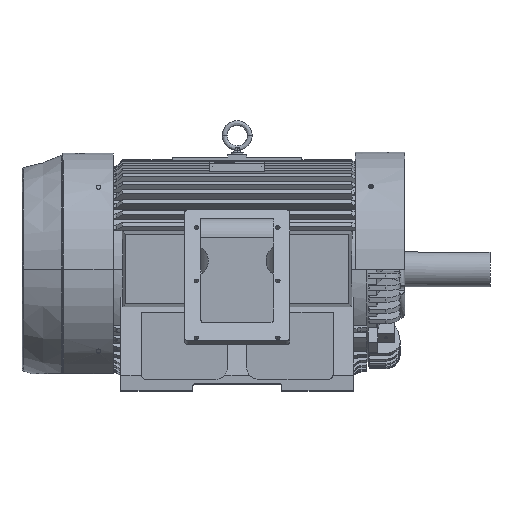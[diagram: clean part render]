
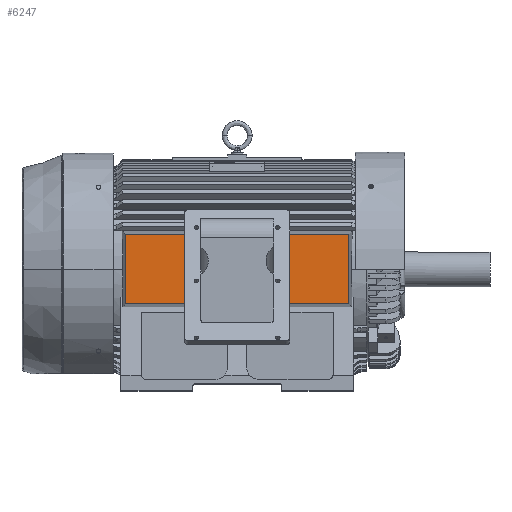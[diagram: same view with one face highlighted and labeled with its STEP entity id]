
A CAD part, top view. The second image highlights one B-rep face of the part: STEP entity #6247.
In plain terms, the highlighted planar face has unit normal (0, 0, 1).
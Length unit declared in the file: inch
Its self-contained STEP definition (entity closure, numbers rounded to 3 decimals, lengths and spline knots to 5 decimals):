
#1563 = ORIENTED_EDGE ( 'NONE', *, *, #15410, .T. ) ;
#2228 = DIRECTION ( 'NONE',  ( -1., 0., 0. ) ) ;
#2390 = ORIENTED_EDGE ( 'NONE', *, *, #77743, .F. ) ;
#4183 = DIRECTION ( 'NONE',  ( 0., 1., 0. ) ) ;
#5964 = VECTOR ( 'NONE', #24396, 39.37008 ) ;
#6247 = ADVANCED_FACE ( 'NONE', ( #24313, #15341 ), #46745, .T. ) ;
#6703 = CARTESIAN_POINT ( 'NONE',  ( 2.75591, 2.3622, 10.30692 ) ) ;
#7413 = VERTEX_POINT ( 'NONE', #41241 ) ;
#7433 = EDGE_LOOP ( 'NONE', ( #30901, #46310, #34481, #64786, #35901, #1563, #53351, #21951 ) ) ;
#7477 = AXIS2_PLACEMENT_3D ( 'NONE', #71838, #86333, #17944 ) ;
#8732 = CARTESIAN_POINT ( 'NONE',  ( 10.23622, 2.85371, 10.30692 ) ) ;
#8834 = DIRECTION ( 'NONE',  ( 1., 0., 0. ) ) ;
#9220 = LINE ( 'NONE', #8732, #73257 ) ;
#9279 = VECTOR ( 'NONE', #82903, 39.37008 ) ;
#10214 = EDGE_CURVE ( 'NONE', #35994, #62945, #96743, .T. ) ;
#10559 = CARTESIAN_POINT ( 'NONE',  ( -9.15292, 2.85371, 10.30692 ) ) ;
#10833 = VECTOR ( 'NONE', #59253, 39.37008 ) ;
#11233 = EDGE_CURVE ( 'NONE', #62945, #24156, #17122, .T. ) ;
#11355 = CIRCLE ( 'NONE', #59164, 0.3937 ) ;
#12387 = DIRECTION ( 'NONE',  ( 0., -1., 0. ) ) ;
#12944 = EDGE_CURVE ( 'NONE', #79185, #7413, #29700, .T. ) ;
#15341 = FACE_BOUND ( 'NONE', #7433, .T. ) ;
#15410 = EDGE_CURVE ( 'NONE', #7413, #20177, #39830, .T. ) ;
#15527 = EDGE_CURVE ( 'NONE', #58869, #34075, #66266, .T. ) ;
#17122 = CIRCLE ( 'NONE', #7477, 0.3937 ) ;
#17944 = DIRECTION ( 'NONE',  ( -1., 0., 0. ) ) ;
#18689 = CARTESIAN_POINT ( 'NONE',  ( -2.75591, 0., 10.30692 ) ) ;
#19535 = CARTESIAN_POINT ( 'NONE',  ( -2.75591, 2.3622, 10.30692 ) ) ;
#19672 = CARTESIAN_POINT ( 'NONE',  ( 2.3622, -2.75591, 10.30692 ) ) ;
#19796 = CARTESIAN_POINT ( 'NONE',  ( 9.15292, 2.85371, 10.30692 ) ) ;
#20177 = VERTEX_POINT ( 'NONE', #21248 ) ;
#20846 = VERTEX_POINT ( 'NONE', #10559 ) ;
#21248 = CARTESIAN_POINT ( 'NONE',  ( 2.3622, 2.75591, 10.30692 ) ) ;
#21567 = EDGE_CURVE ( 'NONE', #34075, #20846, #72598, .T. ) ;
#21951 = ORIENTED_EDGE ( 'NONE', *, *, #10214, .T. ) ;
#22320 = EDGE_CURVE ( 'NONE', #24156, #28853, #78491, .T. ) ;
#23567 = DIRECTION ( 'NONE',  ( -1., 0., 0. ) ) ;
#24156 = VERTEX_POINT ( 'NONE', #19672 ) ;
#24216 = DIRECTION ( 'NONE',  ( -1., 0., 0. ) ) ;
#24313 = FACE_OUTER_BOUND ( 'NONE', #92105, .T. ) ;
#24396 = DIRECTION ( 'NONE',  ( 1., 0., 0. ) ) ;
#25175 = VECTOR ( 'NONE', #23567, 39.37008 ) ;
#25589 = VECTOR ( 'NONE', #4183, 39.37008 ) ;
#25704 = CARTESIAN_POINT ( 'NONE',  ( -2.3622, -2.3622, 10.30692 ) ) ;
#26806 = CARTESIAN_POINT ( 'NONE',  ( -2.3622, 2.3622, 10.30692 ) ) ;
#27300 = DIRECTION ( 'NONE',  ( 0., 0., -1. ) ) ;
#28853 = VERTEX_POINT ( 'NONE', #94194 ) ;
#29282 = EDGE_CURVE ( 'NONE', #80770, #79185, #56605, .T. ) ;
#29700 = CIRCLE ( 'NONE', #95138, 0.3937 ) ;
#30901 = ORIENTED_EDGE ( 'NONE', *, *, #11233, .T. ) ;
#31424 = VECTOR ( 'NONE', #66562, 39.37008 ) ;
#34075 = VERTEX_POINT ( 'NONE', #74511 ) ;
#34481 = ORIENTED_EDGE ( 'NONE', *, *, #41950, .T. ) ;
#35901 = ORIENTED_EDGE ( 'NONE', *, *, #12944, .T. ) ;
#35994 = VERTEX_POINT ( 'NONE', #6703 ) ;
#38538 = AXIS2_PLACEMENT_3D ( 'NONE', #39159, #92610, #24216 ) ;
#39159 = CARTESIAN_POINT ( 'NONE',  ( 2.3622, 2.3622, 10.30692 ) ) ;
#39172 = DIRECTION ( 'NONE',  ( 0., 0., -1. ) ) ;
#39502 = CARTESIAN_POINT ( 'NONE',  ( 2.75591, -2.3622, 10.30692 ) ) ;
#39650 = DIRECTION ( 'NONE',  ( 1., 0., 0. ) ) ;
#39830 = LINE ( 'NONE', #63298, #5964 ) ;
#40497 = CARTESIAN_POINT ( 'NONE',  ( 0., -2.75591, 10.30692 ) ) ;
#41241 = CARTESIAN_POINT ( 'NONE',  ( -2.3622, 2.75591, 10.30692 ) ) ;
#41950 = EDGE_CURVE ( 'NONE', #28853, #80770, #11355, .T. ) ;
#43848 = VECTOR ( 'NONE', #12387, 39.37008 ) ;
#45919 = EDGE_CURVE ( 'NONE', #20177, #35994, #91191, .T. ) ;
#46310 = ORIENTED_EDGE ( 'NONE', *, *, #22320, .T. ) ;
#46745 = PLANE ( 'NONE',  #56187 ) ;
#50367 = VERTEX_POINT ( 'NONE', #19796 ) ;
#50670 = ORIENTED_EDGE ( 'NONE', *, *, #15527, .F. ) ;
#50949 = LINE ( 'NONE', #75425, #9279 ) ;
#52008 = CARTESIAN_POINT ( 'NONE',  ( 9.15292, -2.85371, 10.30692 ) ) ;
#53351 = ORIENTED_EDGE ( 'NONE', *, *, #45919, .T. ) ;
#56187 = AXIS2_PLACEMENT_3D ( 'NONE', #77249, #62729, #8834 ) ;
#56605 = LINE ( 'NONE', #18689, #25589 ) ;
#58869 = VERTEX_POINT ( 'NONE', #52008 ) ;
#59164 = AXIS2_PLACEMENT_3D ( 'NONE', #25704, #39172, #2228 ) ;
#59253 = DIRECTION ( 'NONE',  ( -1., 0., 0. ) ) ;
#62729 = DIRECTION ( 'NONE',  ( 0., 0., 1. ) ) ;
#62945 = VERTEX_POINT ( 'NONE', #39502 ) ;
#63266 = DIRECTION ( 'NONE',  ( -1., 0., 0. ) ) ;
#63298 = CARTESIAN_POINT ( 'NONE',  ( 0., 2.75591, 10.30692 ) ) ;
#64786 = ORIENTED_EDGE ( 'NONE', *, *, #29282, .T. ) ;
#65794 = CARTESIAN_POINT ( 'NONE',  ( 2.75591, 0., 10.30692 ) ) ;
#66266 = LINE ( 'NONE', #96720, #10833 ) ;
#66562 = DIRECTION ( 'NONE',  ( 0., 1., 0. ) ) ;
#71838 = CARTESIAN_POINT ( 'NONE',  ( 2.3622, -2.3622, 10.30692 ) ) ;
#72598 = LINE ( 'NONE', #88567, #31424 ) ;
#73257 = VECTOR ( 'NONE', #39650, 39.37008 ) ;
#74511 = CARTESIAN_POINT ( 'NONE',  ( -9.15292, -2.85371, 10.30692 ) ) ;
#75425 = CARTESIAN_POINT ( 'NONE',  ( 9.15292, -3.93701, 10.30692 ) ) ;
#77249 = CARTESIAN_POINT ( 'NONE',  ( 0., 0., 10.30692 ) ) ;
#77743 = EDGE_CURVE ( 'NONE', #50367, #58869, #50949, .T. ) ;
#78491 = LINE ( 'NONE', #40497, #25175 ) ;
#79185 = VERTEX_POINT ( 'NONE', #19535 ) ;
#80770 = VERTEX_POINT ( 'NONE', #91288 ) ;
#82903 = DIRECTION ( 'NONE',  ( 0., -1., 0. ) ) ;
#84000 = ORIENTED_EDGE ( 'NONE', *, *, #91414, .F. ) ;
#86333 = DIRECTION ( 'NONE',  ( 0., 0., -1. ) ) ;
#88511 = ORIENTED_EDGE ( 'NONE', *, *, #21567, .F. ) ;
#88567 = CARTESIAN_POINT ( 'NONE',  ( -9.15292, 3.93701, 10.30692 ) ) ;
#91191 = CIRCLE ( 'NONE', #38538, 0.3937 ) ;
#91288 = CARTESIAN_POINT ( 'NONE',  ( -2.75591, -2.3622, 10.30692 ) ) ;
#91414 = EDGE_CURVE ( 'NONE', #20846, #50367, #9220, .T. ) ;
#92105 = EDGE_LOOP ( 'NONE', ( #50670, #2390, #84000, #88511 ) ) ;
#92610 = DIRECTION ( 'NONE',  ( 0., 0., -1. ) ) ;
#94194 = CARTESIAN_POINT ( 'NONE',  ( -2.3622, -2.75591, 10.30692 ) ) ;
#95138 = AXIS2_PLACEMENT_3D ( 'NONE', #26806, #27300, #63266 ) ;
#96720 = CARTESIAN_POINT ( 'NONE',  ( -10.23622, -2.85371, 10.30692 ) ) ;
#96743 = LINE ( 'NONE', #65794, #43848 ) ;
